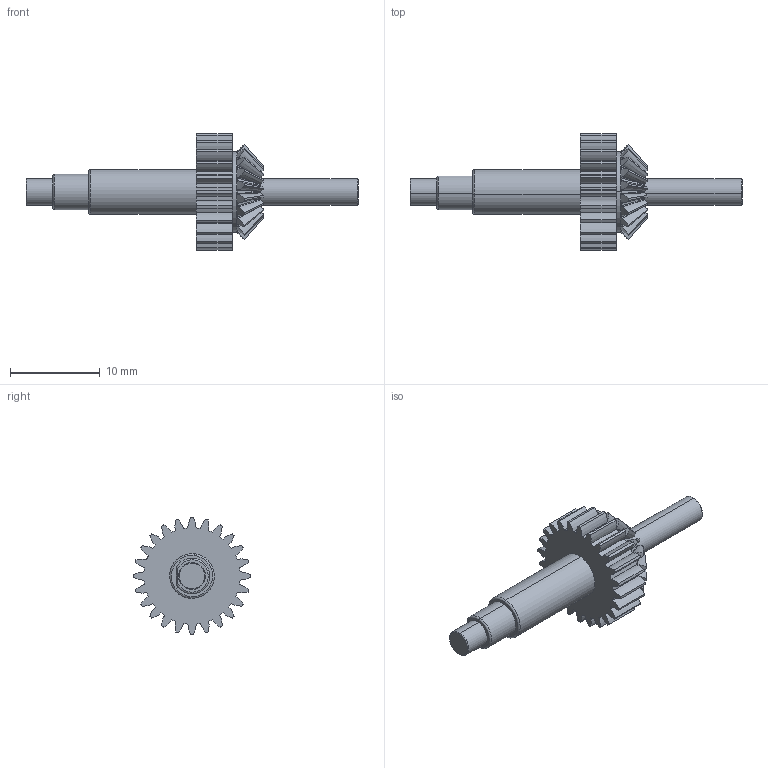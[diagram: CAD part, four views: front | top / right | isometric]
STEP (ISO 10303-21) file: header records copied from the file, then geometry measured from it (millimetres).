
FILE_DESCRIPTION (( 'STEP AP203' ), '1' );
FILE_NAME ('3-gear & bevel gear 2.STEP', '2018-03-29T06:56:22', ( '' ), ( '' ), 'SwSTEP 2.0', 'SolidWorks 2016', '' );
FILE_SCHEMA (( 'CONFIG_CONTROL_DESIGN' ));
Length unit declared in the file: millimetre
Products named in the file (4): GB - Straight bevel pinion 0.5M20PT 20GT 20PA 3.3FW; 3-gear & bevel gear 2; shaft_side; GB - Spur gear 0.5M 24T 20PA 4FW
Assembly tree (3 placements, depth 2):
  3-gear & bevel gear 2
    shaft_side
    GB - Spur gear 0.5M 24T 20PA 4FW
    GB - Straight bevel pinion 0.5M20PT 20GT 20PA 3.3FW
Bounding box: 37 x 13 x 13 mm (x, y, z)
Volume: 990.1 mm3; surface area: 1305.4 mm2
Topology: 3 solids, 3 shells, 264 faces, 749 edges, 494 vertices
Faces by surface type: cylinder 117, bspline 100, cone 28, plane 10, torus 9
Entity records: 11067 total; most frequent: CARTESIAN_POINT 4470, ORIENTED_EDGE 1498, DIRECTION 1098, EDGE_CURVE 749, VERTEX_POINT 494, AXIS2_PLACEMENT_3D 465, CIRCLE 295, B_SPLINE_CURVE_WITH_KNOTS 286
